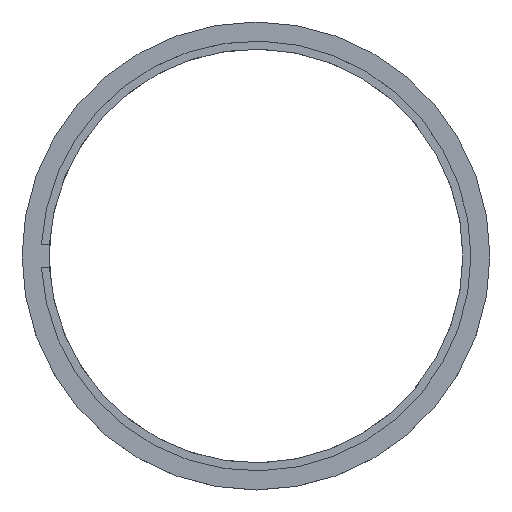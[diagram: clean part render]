
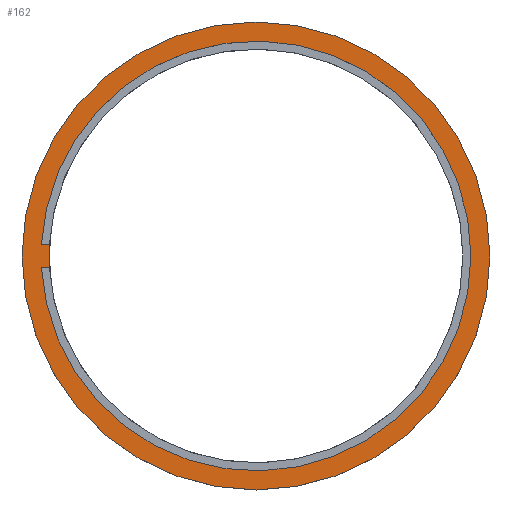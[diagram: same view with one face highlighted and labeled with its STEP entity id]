
A CAD part, top view. The second image highlights one B-rep face of the part: STEP entity #162.
In plain terms, the highlighted planar face has unit normal (0, 0, 1).
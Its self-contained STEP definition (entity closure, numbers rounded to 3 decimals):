
#16=FACE_BOUND('',#41,.T.);
#29=FACE_OUTER_BOUND('',#40,.T.);
#40=EDGE_LOOP('',(#141));
#41=EDGE_LOOP('',(#142,#143,#144,#145));
#48=CIRCLE('',#189,20.665);
#49=CIRCLE('',#193,22.5);
#55=LINE('',#271,#67);
#58=LINE('',#279,#70);
#60=LINE('',#282,#72);
#67=VECTOR('',#224,10.);
#70=VECTOR('',#233,10.);
#72=VECTOR('',#237,10.);
#81=VERTEX_POINT('',#268);
#82=VERTEX_POINT('',#270);
#83=VERTEX_POINT('',#274);
#84=VERTEX_POINT('',#278);
#85=VERTEX_POINT('',#284);
#97=EDGE_CURVE('',#82,#81,#55,.T.);
#99=EDGE_CURVE('',#83,#82,#48,.T.);
#101=EDGE_CURVE('',#84,#83,#58,.T.);
#103=EDGE_CURVE('',#81,#84,#60,.T.);
#104=EDGE_CURVE('',#85,#85,#49,.T.);
#141=ORIENTED_EDGE('',*,*,#104,.T.);
#142=ORIENTED_EDGE('',*,*,#103,.T.);
#143=ORIENTED_EDGE('',*,*,#101,.T.);
#144=ORIENTED_EDGE('',*,*,#99,.T.);
#145=ORIENTED_EDGE('',*,*,#97,.T.);
#152=PLANE('',#194);
#162=ADVANCED_FACE('',(#29,#16),#152,.T.);
#189=AXIS2_PLACEMENT_3D('',#275,#228,#229);
#193=AXIS2_PLACEMENT_3D('',#285,#240,#241);
#194=AXIS2_PLACEMENT_3D('',#287,#243,#244);
#224=DIRECTION('',(1.,0.,0.));
#228=DIRECTION('center_axis',(0.,0.,-1.));
#229=DIRECTION('ref_axis',(1.,0.,0.));
#233=DIRECTION('',(-1.,0.,0.));
#237=DIRECTION('',(0.,1.,0.));
#240=DIRECTION('center_axis',(0.,0.,1.));
#241=DIRECTION('ref_axis',(1.,0.,0.));
#243=DIRECTION('center_axis',(0.,0.,1.));
#244=DIRECTION('ref_axis',(1.,0.,0.));
#268=CARTESIAN_POINT('',(-19.865,-1.1,2.));
#270=CARTESIAN_POINT('',(-20.636,-1.1,2.));
#271=CARTESIAN_POINT('',(-19.865,-1.1,2.));
#274=CARTESIAN_POINT('',(-20.636,1.1,2.));
#275=CARTESIAN_POINT('Origin',(0.,0.,2.));
#278=CARTESIAN_POINT('',(-19.865,1.1,2.));
#279=CARTESIAN_POINT('',(-19.865,1.1,2.));
#282=CARTESIAN_POINT('',(-19.865,0.,2.));
#284=CARTESIAN_POINT('',(-22.5,0.,2.));
#285=CARTESIAN_POINT('Origin',(0.,0.,2.));
#287=CARTESIAN_POINT('Origin',(0.,0.,2.));
